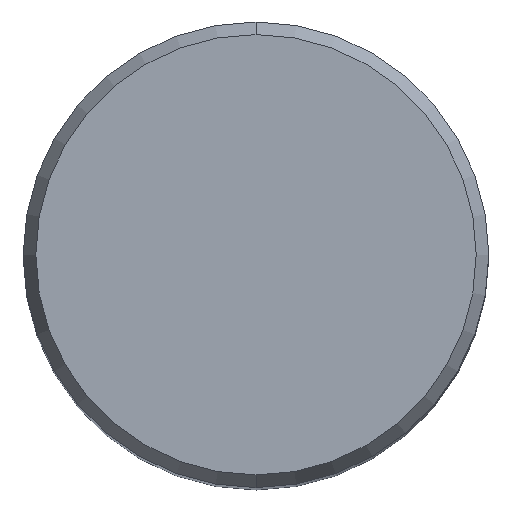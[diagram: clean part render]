
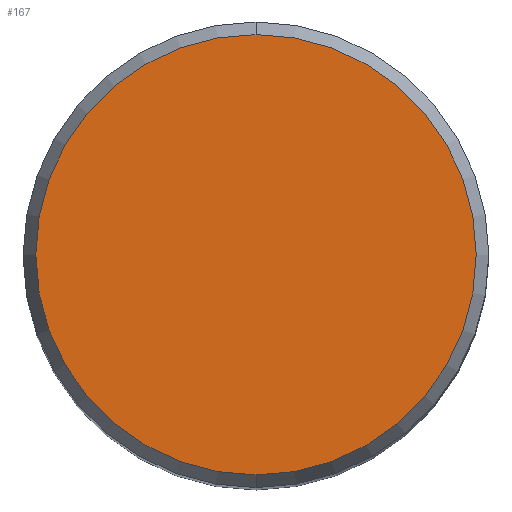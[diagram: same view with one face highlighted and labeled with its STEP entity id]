
A CAD part, top view. The second image highlights one B-rep face of the part: STEP entity #167.
In plain terms, the highlighted planar face has unit normal (0, 0, 1).
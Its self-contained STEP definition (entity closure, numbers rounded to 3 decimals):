
#167=ADVANCED_FACE('',(#392),#393,.T.);
#217=EDGE_CURVE('',#277,#249,#449,.T.);
#249=VERTEX_POINT('',#485);
#277=VERTEX_POINT('',#516);
#293=EDGE_CURVE('',#249,#277,#533,.T.);
#392=FACE_OUTER_BOUND('',#644,.T.);
#393=PLANE('',#645);
#449=CIRCLE('',#722,12.012);
#485=CARTESIAN_POINT('',(0.,-12.012,0.));
#516=CARTESIAN_POINT('',(0.0,12.012,0.));
#533=CIRCLE('',#831,12.012);
#644=EDGE_LOOP('',(#949,#950));
#645=AXIS2_PLACEMENT_3D('',#951,#952,#953);
#722=AXIS2_PLACEMENT_3D('',#1026,#1027,#1028);
#831=AXIS2_PLACEMENT_3D('',#1125,#1126,#1127);
#949=ORIENTED_EDGE('',*,*,#217,.F.);
#950=ORIENTED_EDGE('',*,*,#293,.F.);
#951=CARTESIAN_POINT('',(0.0,6.006,0.));
#952=DIRECTION('',(-0.0,0.0,1.0));
#953=DIRECTION('',(0.0,-1.0,0.0));
#1026=CARTESIAN_POINT('',(0.0,0.0,0.));
#1027=DIRECTION('',(0.0,0.0,-1.0));
#1028=DIRECTION('',(0.0,1.0,0.0));
#1125=CARTESIAN_POINT('',(0.0,0.0,0.));
#1126=DIRECTION('',(0.0,0.0,-1.0));
#1127=DIRECTION('',(0.0,1.0,0.0));
